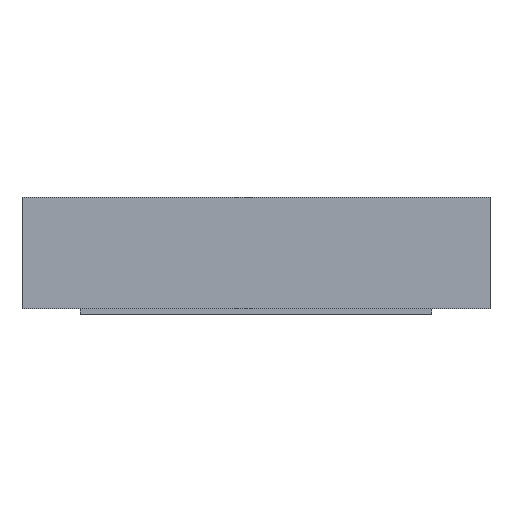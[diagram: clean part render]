
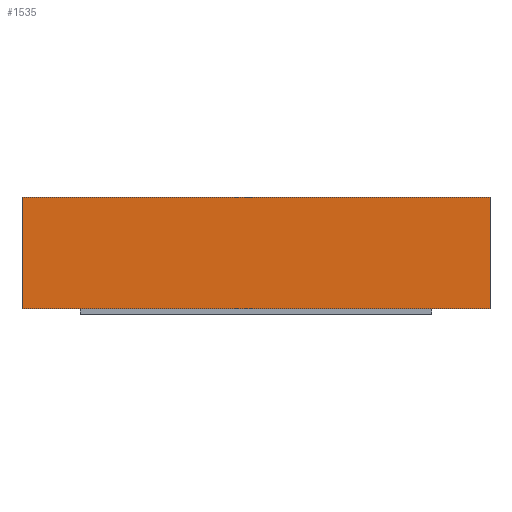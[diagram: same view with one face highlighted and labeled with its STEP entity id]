
A CAD part, left-side view. The second image highlights one B-rep face of the part: STEP entity #1535.
In plain terms, the highlighted planar face has unit normal (-1, 0, 0).
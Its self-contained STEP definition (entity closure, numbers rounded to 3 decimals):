
#324 = VERTEX_POINT('',#325);
#325 = CARTESIAN_POINT('',(-4.,4.,2.));
#333 = EDGE_CURVE('',#334,#324,#336,.T.);
#334 = VERTEX_POINT('',#335);
#335 = CARTESIAN_POINT('',(-4.,-4.,2.));
#336 = LINE('',#337,#338);
#337 = CARTESIAN_POINT('',(-4.,4.,2.));
#338 = VECTOR('',#339,1.);
#339 = DIRECTION('',(0.,1.,0.));
#1515 = EDGE_CURVE('',#324,#1516,#1518,.T.);
#1516 = VERTEX_POINT('',#1517);
#1517 = CARTESIAN_POINT('',(-4.,4.,0.1));
#1518 = LINE('',#1519,#1520);
#1519 = CARTESIAN_POINT('',(-4.,4.,2.));
#1520 = VECTOR('',#1521,1.);
#1521 = DIRECTION('',(0.,0.,-1.));
#1535 = ADVANCED_FACE('',(#1536),#1554,.F.);
#1536 = FACE_BOUND('',#1537,.T.);
#1537 = EDGE_LOOP('',(#1538,#1546,#1547,#1548));
#1538 = ORIENTED_EDGE('',*,*,#1539,.F.);
#1539 = EDGE_CURVE('',#334,#1540,#1542,.T.);
#1540 = VERTEX_POINT('',#1541);
#1541 = CARTESIAN_POINT('',(-4.,-4.,0.1));
#1542 = LINE('',#1543,#1544);
#1543 = CARTESIAN_POINT('',(-4.,-4.,2.));
#1544 = VECTOR('',#1545,1.);
#1545 = DIRECTION('',(0.,0.,-1.));
#1546 = ORIENTED_EDGE('',*,*,#333,.T.);
#1547 = ORIENTED_EDGE('',*,*,#1515,.T.);
#1548 = ORIENTED_EDGE('',*,*,#1549,.F.);
#1549 = EDGE_CURVE('',#1540,#1516,#1550,.T.);
#1550 = LINE('',#1551,#1552);
#1551 = CARTESIAN_POINT('',(-4.,-4.,0.1));
#1552 = VECTOR('',#1553,1.);
#1553 = DIRECTION('',(0.,1.,0.));
#1554 = PLANE('',#1555);
#1555 = AXIS2_PLACEMENT_3D('',#1556,#1557,#1558);
#1556 = CARTESIAN_POINT('',(-4.,-4.,2.));
#1557 = DIRECTION('',(1.,0.,0.));
#1558 = DIRECTION('',(0.,1.,0.));
